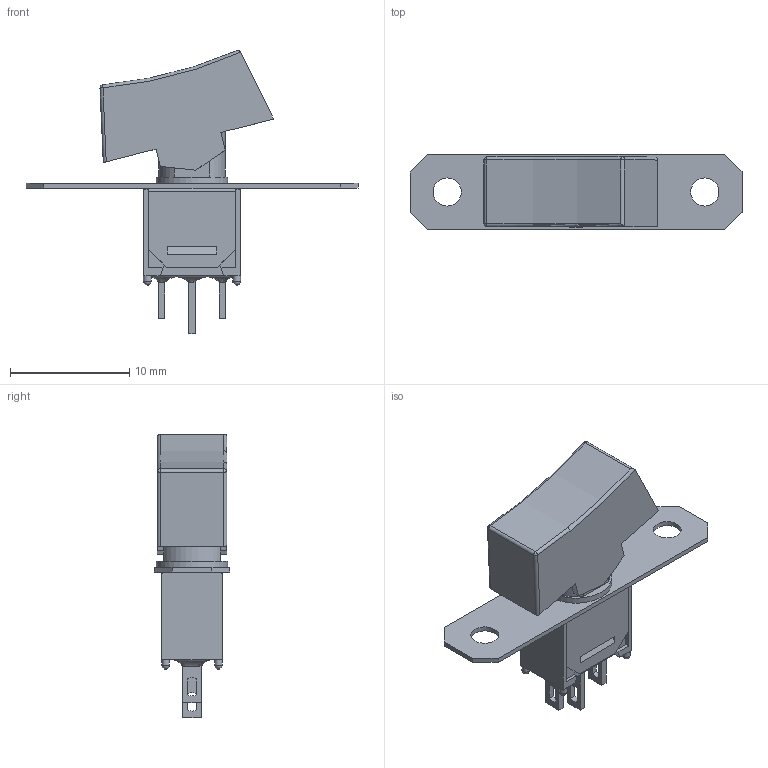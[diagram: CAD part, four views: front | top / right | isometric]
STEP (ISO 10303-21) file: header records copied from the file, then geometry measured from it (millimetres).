
FILE_DESCRIPTION((' '),'2;1');
FILE_NAME('400MSPxR6xxxM1xE.stp','2017-07-19T11:58:39',(' '),(' '),' ','ACIS',' ');
FILE_SCHEMA(('CONFIG_CONTROL_DESIGN'));
Length unit declared in the file: inch
Products named in the file (1): 400MSPxR6xxxM1xE.stp
Bounding box: 27.81 x 6.35 x 23.72 mm (x, y, z)
Volume: 516.5 mm3; surface area: 1580.2 mm2
Topology: 1 solids, 2 shells, 176 faces, 476 edges, 306 vertices
Faces by surface type: plane 123, cylinder 34, sphere 8, bspline 8, torus 2, cone 1
Full cylindrical faces by diameter (mm): 0.65 x4, 2.15 x2, 2.36 x2, 3.25 x1, 6 x1
Entity records: 6531 total; most frequent: CARTESIAN_POINT 2141, ORIENTED_EDGE 900, DIRECTION 830, EDGE_CURVE 450, VECTOR 332, LINE 332, VERTEX_POINT 296, AXIS2_PLACEMENT_3D 249
